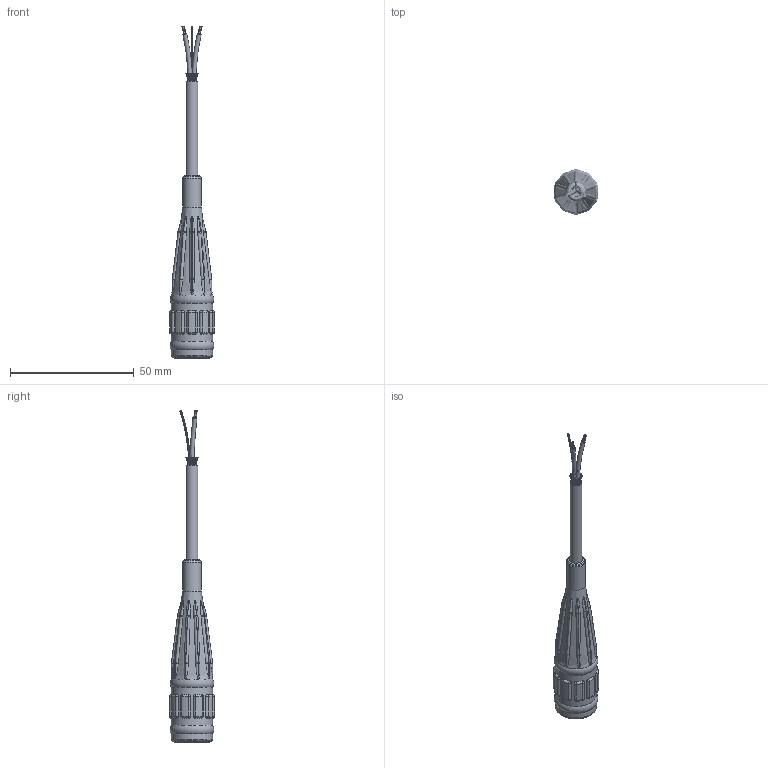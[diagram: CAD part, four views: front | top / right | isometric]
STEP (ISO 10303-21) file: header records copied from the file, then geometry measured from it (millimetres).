
FILE_DESCRIPTION(/* description */ (''),/* implementation_level */ '2;1');
FILE_NAME(/* name */ 'JV2R.stp',/* time_stamp */ '2024-10-24T16:34:15-04:00',/* author */ ('cthayer'),/* organization */ (''),/* preprocessor_version */ 'ST-DEVELOPER v20',/* originating_system */ 'Autodesk Inventor 2025',/* authorisation */ '');
FILE_SCHEMA (('AUTOMOTIVE_DESIGN { 1 0 10303 214 3 1 1 }'));
Length unit declared in the file: inch
Products named in the file (9): JV2R; CBP10163; MSP10137; CBP10557; REF10047; CBP10994; CB111; CBP10099; CBP10099_1
Assembly tree (9 placements, depth 3):
  JV2R
    CBP10163
    MSP10137
    CBP10557  x2
    REF10047
    CBP10994
    CB111
      CBP10099
      CBP10099_1
Bounding box: 18.03 x 18.24 x 134.04 mm (x, y, z)
Volume: 11695.1 mm3; surface area: 11559.6 mm2
Topology: 12 solids, 12 shells, 1524 faces, 4741 edges, 2924 vertices
Faces by surface type: bspline 500, plane 457, cylinder 379, sphere 80, torus 75, cone 33
Full cylindrical faces by diameter (mm): 0.127 x38, 0.203 x76, 0.74 x4, 1.25 x4, 1.803 x2, 1.854 x2, 1.981 x4, 2.591 x2, 3.581 x2, 4.064 x1, 4.826 x2, 5.08 x5, 7.112 x1, 7.62 x1, 9.423 x4, 11.684 x1, 11.717 x8, 11.974 x1, 12.119 x1, 12.265 x1, 12.41 x1, 12.555 x1, 12.7 x2, 12.845 x1, 12.99 x1, 13.135 x1, 13.208 x1, 13.281 x1, 13.426 x1, 13.462 x1
Entity records: 90786 total; most frequent: CARTESIAN_POINT 51057, ORIENTED_EDGE 9322, DIRECTION 6678, EDGE_CURVE 4661, AXIS2_PLACEMENT_3D 2998, VERTEX_POINT 2898, B_SPLINE_CURVE_WITH_KNOTS 1933, CIRCLE 1928
